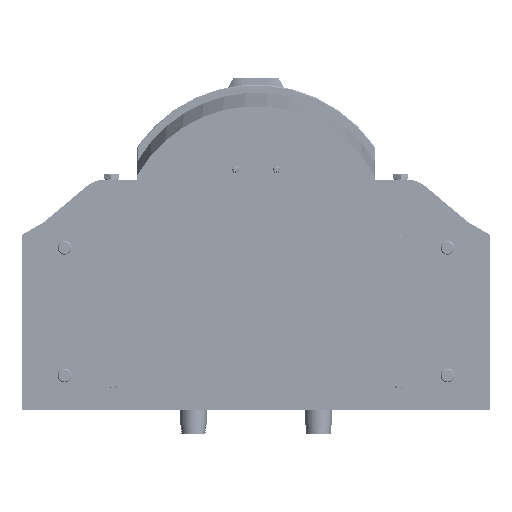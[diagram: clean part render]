
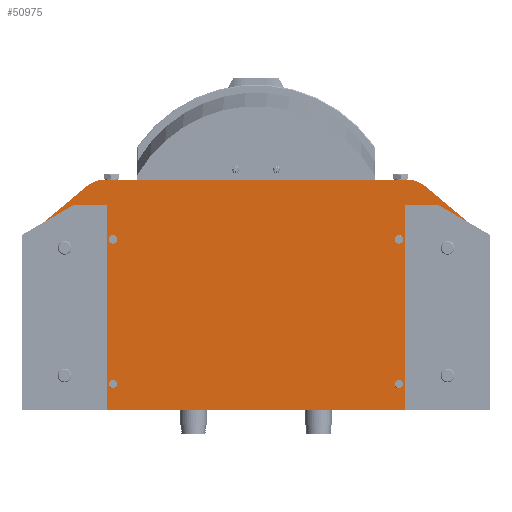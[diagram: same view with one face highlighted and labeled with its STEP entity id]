
A CAD part, front view. The second image highlights one B-rep face of the part: STEP entity #50975.
In plain terms, the highlighted face is planar.
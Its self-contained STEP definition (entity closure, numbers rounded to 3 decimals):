
#5247=FACE_BOUND('',#11149,.T.);
#5248=FACE_BOUND('',#11150,.T.);
#5249=FACE_BOUND('',#11151,.T.);
#5250=FACE_BOUND('',#11152,.T.);
#5251=FACE_BOUND('',#11153,.T.);
#5252=FACE_BOUND('',#11154,.T.);
#5253=FACE_BOUND('',#11155,.T.);
#5254=FACE_BOUND('',#11156,.T.);
#5255=FACE_BOUND('',#11157,.T.);
#5256=FACE_BOUND('',#11158,.T.);
#5257=FACE_BOUND('',#11159,.T.);
#5258=FACE_BOUND('',#11160,.T.);
#5873=PLANE('',#55094);
#8125=FACE_OUTER_BOUND('',#11148,.T.);
#11148=EDGE_LOOP('',(#36260,#36261,#36262,#36263,#36264,#36265,#36266,#36267,
#36268,#36269,#36270,#36271));
#11149=EDGE_LOOP('',(#36272));
#11150=EDGE_LOOP('',(#36273));
#11151=EDGE_LOOP('',(#36274));
#11152=EDGE_LOOP('',(#36275));
#11153=EDGE_LOOP('',(#36276));
#11154=EDGE_LOOP('',(#36277));
#11155=EDGE_LOOP('',(#36278));
#11156=EDGE_LOOP('',(#36279));
#11157=EDGE_LOOP('',(#36280));
#11158=EDGE_LOOP('',(#36281));
#11159=EDGE_LOOP('',(#36282));
#11160=EDGE_LOOP('',(#36283));
#14763=LINE('',#73274,#18464);
#14771=LINE('',#73302,#18472);
#14774=LINE('',#73310,#18475);
#14777=LINE('',#73318,#18478);
#14780=LINE('',#73326,#18481);
#14782=LINE('',#73332,#18483);
#18464=VECTOR('',#59977,10.);
#18472=VECTOR('',#60003,10.);
#18475=VECTOR('',#60012,10.);
#18478=VECTOR('',#60021,10.);
#18481=VECTOR('',#60030,10.);
#18483=VECTOR('',#60038,10.);
#22150=CIRCLE('',#55035,5.053);
#22152=CIRCLE('',#55038,5.053);
#22154=CIRCLE('',#55041,5.053);
#22156=CIRCLE('',#55044,5.053);
#22158=CIRCLE('',#55047,5.053);
#22160=CIRCLE('',#55050,5.053);
#22162=CIRCLE('',#55053,5.053);
#22164=CIRCLE('',#55056,5.053);
#22166=CIRCLE('',#55059,18.);
#22168=CIRCLE('',#55062,18.);
#22170=CIRCLE('',#55065,18.);
#22172=CIRCLE('',#55068,18.);
#22174=CIRCLE('',#55071,30.);
#22180=CIRCLE('',#55080,30.);
#22181=CIRCLE('',#55083,30.);
#22182=CIRCLE('',#55086,30.);
#22183=CIRCLE('',#55089,30.);
#22184=CIRCLE('',#55092,30.);
#24066=VERTEX_POINT('',#73191);
#24068=VERTEX_POINT('',#73197);
#24070=VERTEX_POINT('',#73203);
#24072=VERTEX_POINT('',#73209);
#24074=VERTEX_POINT('',#73215);
#24076=VERTEX_POINT('',#73221);
#24078=VERTEX_POINT('',#73227);
#24080=VERTEX_POINT('',#73233);
#24082=VERTEX_POINT('',#73239);
#24084=VERTEX_POINT('',#73245);
#24086=VERTEX_POINT('',#73251);
#24088=VERTEX_POINT('',#73257);
#24091=VERTEX_POINT('',#73264);
#24092=VERTEX_POINT('',#73266);
#24094=VERTEX_POINT('',#73272);
#24104=VERTEX_POINT('',#73296);
#24105=VERTEX_POINT('',#73300);
#24106=VERTEX_POINT('',#73304);
#24107=VERTEX_POINT('',#73308);
#24108=VERTEX_POINT('',#73312);
#24109=VERTEX_POINT('',#73316);
#24110=VERTEX_POINT('',#73320);
#24111=VERTEX_POINT('',#73324);
#24112=VERTEX_POINT('',#73328);
#28847=EDGE_CURVE('',#24066,#24066,#22150,.T.);
#28850=EDGE_CURVE('',#24068,#24068,#22152,.T.);
#28853=EDGE_CURVE('',#24070,#24070,#22154,.T.);
#28856=EDGE_CURVE('',#24072,#24072,#22156,.T.);
#28859=EDGE_CURVE('',#24074,#24074,#22158,.T.);
#28862=EDGE_CURVE('',#24076,#24076,#22160,.T.);
#28865=EDGE_CURVE('',#24078,#24078,#22162,.T.);
#28868=EDGE_CURVE('',#24080,#24080,#22164,.T.);
#28871=EDGE_CURVE('',#24082,#24082,#22166,.T.);
#28874=EDGE_CURVE('',#24084,#24084,#22168,.T.);
#28877=EDGE_CURVE('',#24086,#24086,#22170,.T.);
#28880=EDGE_CURVE('',#24088,#24088,#22172,.T.);
#28883=EDGE_CURVE('',#24091,#24092,#22174,.T.);
#28887=EDGE_CURVE('',#24091,#24094,#14763,.T.);
#28898=EDGE_CURVE('',#24104,#24094,#22180,.T.);
#28901=EDGE_CURVE('',#24104,#24105,#14771,.T.);
#28903=EDGE_CURVE('',#24106,#24105,#22181,.T.);
#28905=EDGE_CURVE('',#24107,#24106,#14774,.T.);
#28906=EDGE_CURVE('',#24108,#24107,#22182,.T.);
#28909=EDGE_CURVE('',#24108,#24109,#14777,.T.);
#28911=EDGE_CURVE('',#24110,#24109,#22183,.T.);
#28913=EDGE_CURVE('',#24111,#24110,#14780,.T.);
#28914=EDGE_CURVE('',#24112,#24111,#22184,.T.);
#28916=EDGE_CURVE('',#24112,#24092,#14782,.T.);
#36260=ORIENTED_EDGE('',*,*,#28883,.F.);
#36261=ORIENTED_EDGE('',*,*,#28887,.T.);
#36262=ORIENTED_EDGE('',*,*,#28898,.F.);
#36263=ORIENTED_EDGE('',*,*,#28901,.T.);
#36264=ORIENTED_EDGE('',*,*,#28903,.F.);
#36265=ORIENTED_EDGE('',*,*,#28905,.F.);
#36266=ORIENTED_EDGE('',*,*,#28906,.F.);
#36267=ORIENTED_EDGE('',*,*,#28909,.T.);
#36268=ORIENTED_EDGE('',*,*,#28911,.F.);
#36269=ORIENTED_EDGE('',*,*,#28913,.F.);
#36270=ORIENTED_EDGE('',*,*,#28914,.F.);
#36271=ORIENTED_EDGE('',*,*,#28916,.T.);
#36272=ORIENTED_EDGE('',*,*,#28847,.T.);
#36273=ORIENTED_EDGE('',*,*,#28850,.T.);
#36274=ORIENTED_EDGE('',*,*,#28853,.T.);
#36275=ORIENTED_EDGE('',*,*,#28856,.T.);
#36276=ORIENTED_EDGE('',*,*,#28859,.T.);
#36277=ORIENTED_EDGE('',*,*,#28862,.T.);
#36278=ORIENTED_EDGE('',*,*,#28865,.T.);
#36279=ORIENTED_EDGE('',*,*,#28868,.T.);
#36280=ORIENTED_EDGE('',*,*,#28871,.T.);
#36281=ORIENTED_EDGE('',*,*,#28874,.T.);
#36282=ORIENTED_EDGE('',*,*,#28877,.T.);
#36283=ORIENTED_EDGE('',*,*,#28880,.T.);
#50975=ADVANCED_FACE('',(#8125,#5247,#5248,#5249,#5250,#5251,#5252,#5253,
#5254,#5255,#5256,#5257,#5258),#5873,.T.);
#55035=AXIS2_PLACEMENT_3D('',#73193,#59886,#59887);
#55038=AXIS2_PLACEMENT_3D('',#73199,#59893,#59894);
#55041=AXIS2_PLACEMENT_3D('',#73205,#59900,#59901);
#55044=AXIS2_PLACEMENT_3D('',#73211,#59907,#59908);
#55047=AXIS2_PLACEMENT_3D('',#73217,#59914,#59915);
#55050=AXIS2_PLACEMENT_3D('',#73223,#59921,#59922);
#55053=AXIS2_PLACEMENT_3D('',#73229,#59928,#59929);
#55056=AXIS2_PLACEMENT_3D('',#73235,#59935,#59936);
#55059=AXIS2_PLACEMENT_3D('',#73241,#59942,#59943);
#55062=AXIS2_PLACEMENT_3D('',#73247,#59949,#59950);
#55065=AXIS2_PLACEMENT_3D('',#73253,#59956,#59957);
#55068=AXIS2_PLACEMENT_3D('',#73259,#59963,#59964);
#55071=AXIS2_PLACEMENT_3D('',#73267,#59970,#59971);
#55080=AXIS2_PLACEMENT_3D('',#73297,#59997,#59998);
#55083=AXIS2_PLACEMENT_3D('',#73306,#60007,#60008);
#55086=AXIS2_PLACEMENT_3D('',#73313,#60015,#60016);
#55089=AXIS2_PLACEMENT_3D('',#73322,#60025,#60026);
#55092=AXIS2_PLACEMENT_3D('',#73329,#60033,#60034);
#55094=AXIS2_PLACEMENT_3D('',#73333,#60039,#60040);
#59886=DIRECTION('center_axis',(0.,0.,-1.));
#59887=DIRECTION('ref_axis',(-1.,0.,0.));
#59893=DIRECTION('center_axis',(0.,0.,-1.));
#59894=DIRECTION('ref_axis',(-1.,0.,0.));
#59900=DIRECTION('center_axis',(0.,0.,-1.));
#59901=DIRECTION('ref_axis',(-1.,0.,0.));
#59907=DIRECTION('center_axis',(0.,0.,-1.));
#59908=DIRECTION('ref_axis',(-1.,0.,0.));
#59914=DIRECTION('center_axis',(0.,0.,-1.));
#59915=DIRECTION('ref_axis',(-1.,0.,0.));
#59921=DIRECTION('center_axis',(0.,0.,-1.));
#59922=DIRECTION('ref_axis',(-1.,0.,0.));
#59928=DIRECTION('center_axis',(0.,0.,-1.));
#59929=DIRECTION('ref_axis',(-1.,0.,0.));
#59935=DIRECTION('center_axis',(0.,0.,-1.));
#59936=DIRECTION('ref_axis',(-1.,0.,0.));
#59942=DIRECTION('center_axis',(0.,0.,-1.));
#59943=DIRECTION('ref_axis',(1.,0.,0.));
#59949=DIRECTION('center_axis',(0.,0.,-1.));
#59950=DIRECTION('ref_axis',(1.,0.,0.));
#59956=DIRECTION('center_axis',(0.,0.,-1.));
#59957=DIRECTION('ref_axis',(1.,0.,0.));
#59963=DIRECTION('center_axis',(0.,0.,-1.));
#59964=DIRECTION('ref_axis',(1.,0.,0.));
#59970=DIRECTION('center_axis',(0.,0.,-1.));
#59971=DIRECTION('ref_axis',(-0.707,-0.707,0.));
#59977=DIRECTION('',(1.,0.,0.));
#59997=DIRECTION('center_axis',(0.,0.,-1.));
#59998=DIRECTION('ref_axis',(0.707,-0.707,0.));
#60003=DIRECTION('',(0.,1.,0.));
#60007=DIRECTION('center_axis',(0.,0.,-1.));
#60008=DIRECTION('ref_axis',(0.906,0.423,0.));
#60012=DIRECTION('',(0.766,-0.643,0.));
#60015=DIRECTION('center_axis',(0.,0.,-1.));
#60016=DIRECTION('ref_axis',(0.342,0.94,0.));
#60021=DIRECTION('',(-1.,0.,0.));
#60025=DIRECTION('center_axis',(0.,0.,-1.));
#60026=DIRECTION('ref_axis',(-0.342,0.94,0.));
#60030=DIRECTION('',(0.766,0.643,0.));
#60033=DIRECTION('center_axis',(0.,0.,-1.));
#60034=DIRECTION('ref_axis',(-0.906,0.423,0.));
#60038=DIRECTION('',(0.,-1.,0.));
#60039=DIRECTION('center_axis',(0.,0.,1.));
#60040=DIRECTION('ref_axis',(1.,0.,0.));
#73191=CARTESIAN_POINT('',(197.053,-40.,7.5));
#73193=CARTESIAN_POINT('Origin',(192.,-40.,7.5));
#73197=CARTESIAN_POINT('',(-186.947,0.,7.5));
#73199=CARTESIAN_POINT('Origin',(-192.,0.,7.5));
#73203=CARTESIAN_POINT('',(-162.947,-105.,7.5));
#73205=CARTESIAN_POINT('Origin',(-168.,-105.,7.5));
#73209=CARTESIAN_POINT('',(173.053,65.,7.5));
#73211=CARTESIAN_POINT('Origin',(168.,65.,7.5));
#73215=CARTESIAN_POINT('',(173.053,-105.,7.5));
#73217=CARTESIAN_POINT('Origin',(168.,-105.,7.5));
#73221=CARTESIAN_POINT('',(-162.947,65.,7.5));
#73223=CARTESIAN_POINT('Origin',(-168.,65.,7.5));
#73227=CARTESIAN_POINT('',(-186.947,-40.,7.5));
#73229=CARTESIAN_POINT('Origin',(-192.,-40.,7.5));
#73233=CARTESIAN_POINT('',(197.053,0.,7.5));
#73235=CARTESIAN_POINT('Origin',(192.,0.,7.5));
#73239=CARTESIAN_POINT('',(-243.,-95.,7.5));
#73241=CARTESIAN_POINT('Origin',(-225.,-95.,7.5));
#73245=CARTESIAN_POINT('',(207.,55.,7.5));
#73247=CARTESIAN_POINT('Origin',(225.,55.,7.5));
#73251=CARTESIAN_POINT('',(207.,-95.,7.5));
#73253=CARTESIAN_POINT('Origin',(225.,-95.,7.5));
#73257=CARTESIAN_POINT('',(-243.,55.,7.5));
#73259=CARTESIAN_POINT('Origin',(-225.,55.,7.5));
#73264=CARTESIAN_POINT('',(-235.,-135.,7.5));
#73266=CARTESIAN_POINT('',(-265.,-105.,7.5));
#73267=CARTESIAN_POINT('Origin',(-235.,-105.,7.5));
#73272=CARTESIAN_POINT('',(235.,-135.,7.5));
#73274=CARTESIAN_POINT('',(265.,-135.,7.5));
#73296=CARTESIAN_POINT('',(265.,-105.,7.5));
#73297=CARTESIAN_POINT('Origin',(235.,-105.,7.5));
#73300=CARTESIAN_POINT('',(265.,58.078,7.5));
#73302=CARTESIAN_POINT('',(265.,135.,7.5));
#73304=CARTESIAN_POINT('',(254.284,81.06,7.5));
#73306=CARTESIAN_POINT('Origin',(235.,58.078,7.5));
#73308=CARTESIAN_POINT('',(198.365,127.981,7.5));
#73310=CARTESIAN_POINT('',(186.239,138.156,7.5));
#73312=CARTESIAN_POINT('',(179.081,135.,7.5));
#73313=CARTESIAN_POINT('Origin',(179.081,105.,7.5));
#73316=CARTESIAN_POINT('',(-179.081,135.,7.5));
#73318=CARTESIAN_POINT('',(-265.,135.,7.5));
#73320=CARTESIAN_POINT('',(-198.365,127.981,7.5));
#73322=CARTESIAN_POINT('Origin',(-179.081,105.,7.5));
#73324=CARTESIAN_POINT('',(-254.284,81.06,7.5));
#73326=CARTESIAN_POINT('',(-186.239,138.156,7.5));
#73328=CARTESIAN_POINT('',(-265.,58.078,7.5));
#73329=CARTESIAN_POINT('Origin',(-235.,58.078,7.5));
#73332=CARTESIAN_POINT('',(-265.,-135.,7.5));
#73333=CARTESIAN_POINT('Origin',(0.,0.,7.5));
